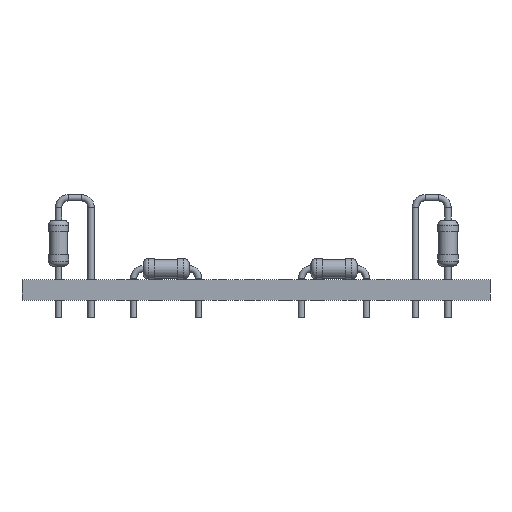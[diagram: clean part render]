
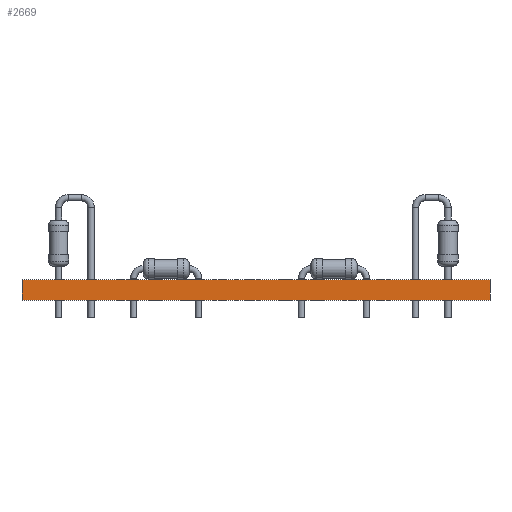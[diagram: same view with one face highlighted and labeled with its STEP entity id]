
A CAD part, front view. The second image highlights one B-rep face of the part: STEP entity #2669.
In plain terms, the highlighted planar face has unit normal (0, -1, 0).
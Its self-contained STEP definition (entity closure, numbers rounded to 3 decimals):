
#2669 = ADVANCED_FACE('',(#2670),#2684,.T.);
#2670 = FACE_BOUND('',#2671,.T.);
#2671 = EDGE_LOOP('',(#2672,#2707,#2735,#2763));
#2672 = ORIENTED_EDGE('',*,*,#2673,.T.);
#2673 = EDGE_CURVE('',#2674,#2676,#2678,.T.);
#2674 = VERTEX_POINT('',#2675);
#2675 = CARTESIAN_POINT('',(136.652,-172.72,0.));
#2676 = VERTEX_POINT('',#2677);
#2677 = CARTESIAN_POINT('',(136.652,-172.72,1.6));
#2678 = SURFACE_CURVE('',#2679,(#2683,#2695),.PCURVE_S1.);
#2679 = LINE('',#2680,#2681);
#2680 = CARTESIAN_POINT('',(136.652,-172.72,0.));
#2681 = VECTOR('',#2682,1.);
#2682 = DIRECTION('',(0.,0.,1.));
#2683 = PCURVE('',#2684,#2689);
#2684 = PLANE('',#2685);
#2685 = AXIS2_PLACEMENT_3D('',#2686,#2687,#2688);
#2686 = CARTESIAN_POINT('',(136.652,-172.72,0.));
#2687 = DIRECTION('',(0.,-1.,0.));
#2688 = DIRECTION('',(-1.,0.,0.));
#2689 = DEFINITIONAL_REPRESENTATION('',(#2690),#2694);
#2690 = LINE('',#2691,#2692);
#2691 = CARTESIAN_POINT('',(0.,-0.));
#2692 = VECTOR('',#2693,1.);
#2693 = DIRECTION('',(0.,-1.));
#2694 = ( GEOMETRIC_REPRESENTATION_CONTEXT(2) 
PARAMETRIC_REPRESENTATION_CONTEXT() REPRESENTATION_CONTEXT('2D SPACE',''
  ) );
#2695 = PCURVE('',#2696,#2701);
#2696 = PLANE('',#2697);
#2697 = AXIS2_PLACEMENT_3D('',#2698,#2699,#2700);
#2698 = CARTESIAN_POINT('',(136.652,-92.71,0.));
#2699 = DIRECTION('',(1.,0.,-0.));
#2700 = DIRECTION('',(0.,-1.,0.));
#2701 = DEFINITIONAL_REPRESENTATION('',(#2702),#2706);
#2702 = LINE('',#2703,#2704);
#2703 = CARTESIAN_POINT('',(80.01,0.));
#2704 = VECTOR('',#2705,1.);
#2705 = DIRECTION('',(0.,-1.));
#2706 = ( GEOMETRIC_REPRESENTATION_CONTEXT(2) 
PARAMETRIC_REPRESENTATION_CONTEXT() REPRESENTATION_CONTEXT('2D SPACE',''
  ) );
#2707 = ORIENTED_EDGE('',*,*,#2708,.T.);
#2708 = EDGE_CURVE('',#2676,#2709,#2711,.T.);
#2709 = VERTEX_POINT('',#2710);
#2710 = CARTESIAN_POINT('',(100.076,-172.72,1.6));
#2711 = SURFACE_CURVE('',#2712,(#2716,#2723),.PCURVE_S1.);
#2712 = LINE('',#2713,#2714);
#2713 = CARTESIAN_POINT('',(136.652,-172.72,1.6));
#2714 = VECTOR('',#2715,1.);
#2715 = DIRECTION('',(-1.,0.,0.));
#2716 = PCURVE('',#2684,#2717);
#2717 = DEFINITIONAL_REPRESENTATION('',(#2718),#2722);
#2718 = LINE('',#2719,#2720);
#2719 = CARTESIAN_POINT('',(0.,-1.6));
#2720 = VECTOR('',#2721,1.);
#2721 = DIRECTION('',(1.,0.));
#2722 = ( GEOMETRIC_REPRESENTATION_CONTEXT(2) 
PARAMETRIC_REPRESENTATION_CONTEXT() REPRESENTATION_CONTEXT('2D SPACE',''
  ) );
#2723 = PCURVE('',#2724,#2729);
#2724 = PLANE('',#2725);
#2725 = AXIS2_PLACEMENT_3D('',#2726,#2727,#2728);
#2726 = CARTESIAN_POINT('',(118.364,-132.715,1.6));
#2727 = DIRECTION('',(-0.,-0.,-1.));
#2728 = DIRECTION('',(-1.,0.,0.));
#2729 = DEFINITIONAL_REPRESENTATION('',(#2730),#2734);
#2730 = LINE('',#2731,#2732);
#2731 = CARTESIAN_POINT('',(-18.288,-40.005));
#2732 = VECTOR('',#2733,1.);
#2733 = DIRECTION('',(1.,0.));
#2734 = ( GEOMETRIC_REPRESENTATION_CONTEXT(2) 
PARAMETRIC_REPRESENTATION_CONTEXT() REPRESENTATION_CONTEXT('2D SPACE',''
  ) );
#2735 = ORIENTED_EDGE('',*,*,#2736,.F.);
#2736 = EDGE_CURVE('',#2737,#2709,#2739,.T.);
#2737 = VERTEX_POINT('',#2738);
#2738 = CARTESIAN_POINT('',(100.076,-172.72,0.));
#2739 = SURFACE_CURVE('',#2740,(#2744,#2751),.PCURVE_S1.);
#2740 = LINE('',#2741,#2742);
#2741 = CARTESIAN_POINT('',(100.076,-172.72,0.));
#2742 = VECTOR('',#2743,1.);
#2743 = DIRECTION('',(0.,0.,1.));
#2744 = PCURVE('',#2684,#2745);
#2745 = DEFINITIONAL_REPRESENTATION('',(#2746),#2750);
#2746 = LINE('',#2747,#2748);
#2747 = CARTESIAN_POINT('',(36.576,0.));
#2748 = VECTOR('',#2749,1.);
#2749 = DIRECTION('',(0.,-1.));
#2750 = ( GEOMETRIC_REPRESENTATION_CONTEXT(2) 
PARAMETRIC_REPRESENTATION_CONTEXT() REPRESENTATION_CONTEXT('2D SPACE',''
  ) );
#2751 = PCURVE('',#2752,#2757);
#2752 = PLANE('',#2753);
#2753 = AXIS2_PLACEMENT_3D('',#2754,#2755,#2756);
#2754 = CARTESIAN_POINT('',(100.076,-172.72,0.));
#2755 = DIRECTION('',(-1.,0.,0.));
#2756 = DIRECTION('',(0.,1.,0.));
#2757 = DEFINITIONAL_REPRESENTATION('',(#2758),#2762);
#2758 = LINE('',#2759,#2760);
#2759 = CARTESIAN_POINT('',(0.,0.));
#2760 = VECTOR('',#2761,1.);
#2761 = DIRECTION('',(0.,-1.));
#2762 = ( GEOMETRIC_REPRESENTATION_CONTEXT(2) 
PARAMETRIC_REPRESENTATION_CONTEXT() REPRESENTATION_CONTEXT('2D SPACE',''
  ) );
#2763 = ORIENTED_EDGE('',*,*,#2764,.F.);
#2764 = EDGE_CURVE('',#2674,#2737,#2765,.T.);
#2765 = SURFACE_CURVE('',#2766,(#2770,#2777),.PCURVE_S1.);
#2766 = LINE('',#2767,#2768);
#2767 = CARTESIAN_POINT('',(136.652,-172.72,0.));
#2768 = VECTOR('',#2769,1.);
#2769 = DIRECTION('',(-1.,0.,0.));
#2770 = PCURVE('',#2684,#2771);
#2771 = DEFINITIONAL_REPRESENTATION('',(#2772),#2776);
#2772 = LINE('',#2773,#2774);
#2773 = CARTESIAN_POINT('',(0.,-0.));
#2774 = VECTOR('',#2775,1.);
#2775 = DIRECTION('',(1.,0.));
#2776 = ( GEOMETRIC_REPRESENTATION_CONTEXT(2) 
PARAMETRIC_REPRESENTATION_CONTEXT() REPRESENTATION_CONTEXT('2D SPACE',''
  ) );
#2777 = PCURVE('',#2778,#2783);
#2778 = PLANE('',#2779);
#2779 = AXIS2_PLACEMENT_3D('',#2780,#2781,#2782);
#2780 = CARTESIAN_POINT('',(118.364,-132.715,0.));
#2781 = DIRECTION('',(-0.,-0.,-1.));
#2782 = DIRECTION('',(-1.,0.,0.));
#2783 = DEFINITIONAL_REPRESENTATION('',(#2784),#2788);
#2784 = LINE('',#2785,#2786);
#2785 = CARTESIAN_POINT('',(-18.288,-40.005));
#2786 = VECTOR('',#2787,1.);
#2787 = DIRECTION('',(1.,0.));
#2788 = ( GEOMETRIC_REPRESENTATION_CONTEXT(2) 
PARAMETRIC_REPRESENTATION_CONTEXT() REPRESENTATION_CONTEXT('2D SPACE',''
  ) );
